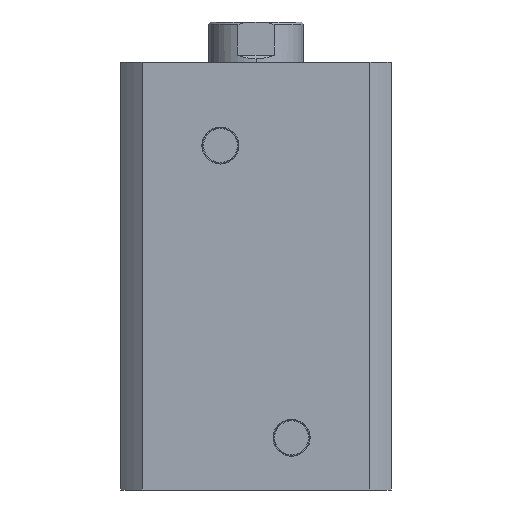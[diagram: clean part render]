
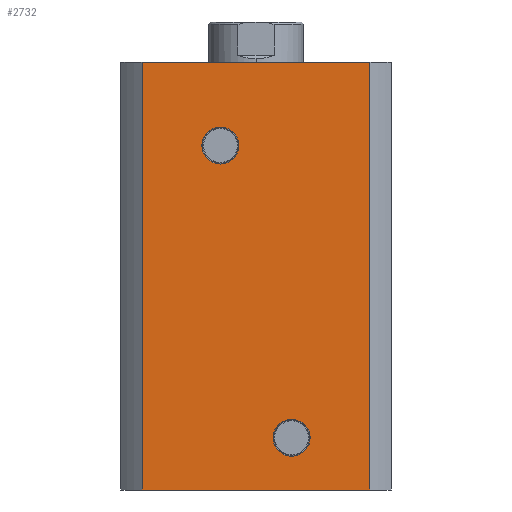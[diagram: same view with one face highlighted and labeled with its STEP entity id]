
A CAD part, left-side view. The second image highlights one B-rep face of the part: STEP entity #2732.
In plain terms, the highlighted planar face has unit normal (-1, 0, 0).
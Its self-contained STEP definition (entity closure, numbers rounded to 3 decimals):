
#21 = VERTEX_POINT ( 'NONE', #1053 ) ;
#23 = VERTEX_POINT ( 'NONE', #1052 ) ;
#29 = VERTEX_POINT ( 'NONE', #1054 ) ;
#587 = CARTESIAN_POINT ( 'NONE',  ( -57., -47.971, 180. ) ) ;
#590 = CARTESIAN_POINT ( 'NONE',  ( -57., 47.971, 0. ) ) ;
#591 = CARTESIAN_POINT ( 'NONE',  ( -57., -47.971, 0. ) ) ;
#597 = CARTESIAN_POINT ( 'NONE',  ( -57., 47.971, 180. ) ) ;
#753 = VERTEX_POINT ( 'NONE', #1096 ) ;
#1052 = CARTESIAN_POINT ( 'NONE',  ( -57., -15., 29.797 ) ) ;
#1053 = CARTESIAN_POINT ( 'NONE',  ( -57., 15., 152.797 ) ) ;
#1054 = CARTESIAN_POINT ( 'NONE',  ( -57., 15., 137.203 ) ) ;
#1096 = CARTESIAN_POINT ( 'NONE',  ( -57., -15., 14.203 ) ) ;
#1205 = EDGE_CURVE ( 'NONE', #753, #23, #2227, .T. ) ;
#1213 = EDGE_CURVE ( 'NONE', #29, #21, #2238, .T. ) ;
#1340 = EDGE_CURVE ( 'NONE', #3562, #3555, #2457, .T. ) ;
#1342 = EDGE_CURVE ( 'NONE', #23, #753, #2460, .T. ) ;
#1343 = EDGE_CURVE ( 'NONE', #21, #29, #2461, .T. ) ;
#1344 = EDGE_CURVE ( 'NONE', #3555, #3556, #2462, .T. ) ;
#1345 = EDGE_CURVE ( 'NONE', #3552, #3556, #2463, .T. ) ;
#1346 = EDGE_CURVE ( 'NONE', #3562, #3552, #2458, .T. ) ;
#1441 = DIRECTION ( 'NONE',  ( 0., 0., 1. ) ) ;
#1442 = DIRECTION ( 'NONE',  ( -1., 0., 0. ) ) ;
#1444 = CARTESIAN_POINT ( 'NONE',  ( -57., -15., 22. ) ) ;
#1637 = DIRECTION ( 'NONE',  ( 0., 0., -1. ) ) ;
#1643 = CARTESIAN_POINT ( 'NONE',  ( -57., 47.971, 180. ) ) ;
#1652 = CARTESIAN_POINT ( 'NONE',  ( -57., 0., 0. ) ) ;
#1653 = DIRECTION ( 'NONE',  ( 0., -1., 0. ) ) ;
#1654 = CARTESIAN_POINT ( 'NONE',  ( -57., -15., 22. ) ) ;
#1655 = DIRECTION ( 'NONE',  ( -1., 0., 0. ) ) ;
#1656 = DIRECTION ( 'NONE',  ( 0., 0., 1. ) ) ;
#1658 = CARTESIAN_POINT ( 'NONE',  ( -57., 0., 180. ) ) ;
#1659 = CARTESIAN_POINT ( 'NONE',  ( -57., 15., 145. ) ) ;
#1660 = DIRECTION ( 'NONE',  ( -1., 0., 0. ) ) ;
#1661 = DIRECTION ( 'NONE',  ( 0., 0., 1. ) ) ;
#1662 = CARTESIAN_POINT ( 'NONE',  ( -57., -47.971, 180. ) ) ;
#1664 = DIRECTION ( 'NONE',  ( 0., 0., -1. ) ) ;
#1665 = DIRECTION ( 'NONE',  ( 0., -1., 0. ) ) ;
#1881 = DIRECTION ( 'NONE',  ( 1., 0., 0. ) ) ;
#1886 = CARTESIAN_POINT ( 'NONE',  ( -57., 0., 180. ) ) ;
#1888 = PLANE ( 'NONE',  #2009 ) ;
#1890 = DIRECTION ( 'NONE',  ( 0., 1., 0. ) ) ;
#2009 = AXIS2_PLACEMENT_3D ( 'NONE', #1886, #1881, #1890 ) ;
#2052 = AXIS2_PLACEMENT_3D ( 'NONE', #1659, #1660, #1661 ) ;
#2053 = AXIS2_PLACEMENT_3D ( 'NONE', #1654, #1655, #1656 ) ;
#2096 = AXIS2_PLACEMENT_3D ( 'NONE', #3444, #3443, #3449 ) ;
#2100 = AXIS2_PLACEMENT_3D ( 'NONE', #1444, #1442, #1441 ) ;
#2155 = ORIENTED_EDGE ( 'NONE', *, *, #1344, .T. ) ;
#2156 = ORIENTED_EDGE ( 'NONE', *, *, #1213, .F. ) ;
#2157 = ORIENTED_EDGE ( 'NONE', *, *, #1343, .F. ) ;
#2158 = ORIENTED_EDGE ( 'NONE', *, *, #1205, .F. ) ;
#2159 = ORIENTED_EDGE ( 'NONE', *, *, #1342, .F. ) ;
#2227 = CIRCLE ( 'NONE', #2100, 7.797 ) ;
#2238 = CIRCLE ( 'NONE', #2096, 7.797 ) ;
#2457 = LINE ( 'NONE', #1643, #2459 ) ;
#2458 = LINE ( 'NONE', #1658, #2468 ) ;
#2459 = VECTOR ( 'NONE', #1637, 1000. ) ;
#2460 = CIRCLE ( 'NONE', #2053, 7.797 ) ;
#2461 = CIRCLE ( 'NONE', #2052, 7.797 ) ;
#2462 = LINE ( 'NONE', #1652, #2464 ) ;
#2463 = LINE ( 'NONE', #1662, #2466 ) ;
#2464 = VECTOR ( 'NONE', #1653, 1000. ) ;
#2466 = VECTOR ( 'NONE', #1664, 1000. ) ;
#2468 = VECTOR ( 'NONE', #1665, 1000. ) ;
#2603 = FACE_OUTER_BOUND ( 'NONE', #3365, .T. ) ;
#2605 = FACE_BOUND ( 'NONE', #3373, .T. ) ;
#2608 = FACE_BOUND ( 'NONE', #3374, .T. ) ;
#2732 = ADVANCED_FACE ( 'NONE', ( #2605, #2608, #2603 ), #1888, .F. ) ;
#3264 = ORIENTED_EDGE ( 'NONE', *, *, #1346, .F. ) ;
#3266 = ORIENTED_EDGE ( 'NONE', *, *, #1340, .T. ) ;
#3268 = ORIENTED_EDGE ( 'NONE', *, *, #1345, .F. ) ;
#3365 = EDGE_LOOP ( 'NONE', ( #2155, #3268, #3264, #3266 ) ) ;
#3373 = EDGE_LOOP ( 'NONE', ( #2159, #2158 ) ) ;
#3374 = EDGE_LOOP ( 'NONE', ( #2157, #2156 ) ) ;
#3443 = DIRECTION ( 'NONE',  ( -1., 0., 0. ) ) ;
#3444 = CARTESIAN_POINT ( 'NONE',  ( -57., 15., 145. ) ) ;
#3449 = DIRECTION ( 'NONE',  ( 0., 0., 1. ) ) ;
#3552 = VERTEX_POINT ( 'NONE', #587 ) ;
#3555 = VERTEX_POINT ( 'NONE', #590 ) ;
#3556 = VERTEX_POINT ( 'NONE', #591 ) ;
#3562 = VERTEX_POINT ( 'NONE', #597 ) ;
